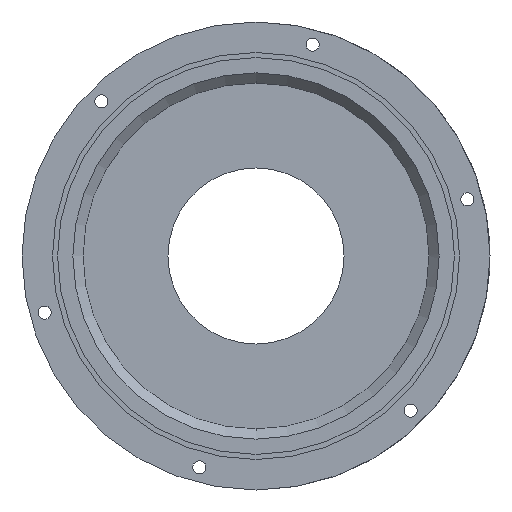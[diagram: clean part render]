
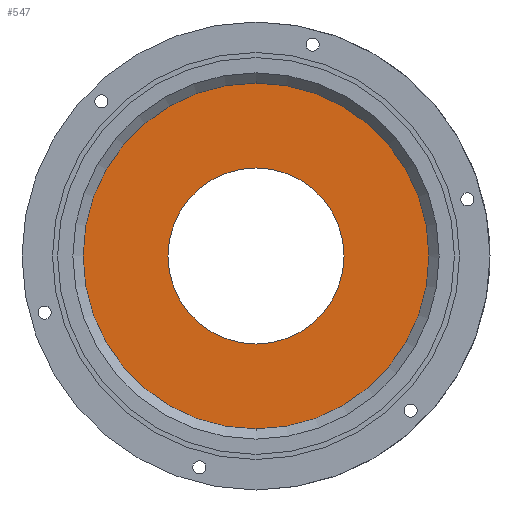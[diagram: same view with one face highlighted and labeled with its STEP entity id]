
A CAD part, front view. The second image highlights one B-rep face of the part: STEP entity #547.
In plain terms, the highlighted planar face has unit normal (0, -1, 0).
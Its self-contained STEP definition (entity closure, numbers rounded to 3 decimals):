
#109 = CARTESIAN_POINT ( 'NONE',  ( 0., -24., -86.5 ) ) ;
#129 = CIRCLE ( 'NONE', #1396, 86.5 ) ;
#156 = VERTEX_POINT ( 'NONE', #247 ) ;
#240 = AXIS2_PLACEMENT_3D ( 'NONE', #1419, #1585, #618 ) ;
#247 = CARTESIAN_POINT ( 'NONE',  ( 0., -24., 86.5 ) ) ;
#262 = CARTESIAN_POINT ( 'NONE',  ( 0., -24., -170. ) ) ;
#286 = ORIENTED_EDGE ( 'NONE', *, *, #442, .F. ) ;
#313 = CIRCLE ( 'NONE', #240, 170. ) ;
#315 = VERTEX_POINT ( 'NONE', #109 ) ;
#318 = ORIENTED_EDGE ( 'NONE', *, *, #1630, .T. ) ;
#415 = EDGE_LOOP ( 'NONE', ( #1995, #286 ) ) ;
#442 = EDGE_CURVE ( 'NONE', #1639, #1450, #313, .T. ) ;
#445 = CARTESIAN_POINT ( 'NONE',  ( 0., -24., 0. ) ) ;
#547 = ADVANCED_FACE ( 'NONE', ( #854, #2001 ), #1765, .T. ) ;
#568 = CIRCLE ( 'NONE', #1600, 86.5 ) ;
#581 = DIRECTION ( 'NONE',  ( 0., 1., 0. ) ) ;
#618 = DIRECTION ( 'NONE',  ( 0., 0., 1. ) ) ;
#625 = DIRECTION ( 'NONE',  ( 0., 0., 1. ) ) ;
#697 = EDGE_LOOP ( 'NONE', ( #2033, #318 ) ) ;
#727 = DIRECTION ( 'NONE',  ( 0., 0., 1. ) ) ;
#796 = CARTESIAN_POINT ( 'NONE',  ( -86.5, -24., 0. ) ) ;
#805 = DIRECTION ( 'NONE',  ( 0., -1., 0. ) ) ;
#813 = AXIS2_PLACEMENT_3D ( 'NONE', #796, #805, #967 ) ;
#854 = FACE_BOUND ( 'NONE', #697, .T. ) ;
#967 = DIRECTION ( 'NONE',  ( 0., 0., -1. ) ) ;
#1164 = EDGE_CURVE ( 'NONE', #156, #315, #568, .T. ) ;
#1358 = CIRCLE ( 'NONE', #1714, 170. ) ;
#1396 = AXIS2_PLACEMENT_3D ( 'NONE', #445, #1579, #1587 ) ;
#1419 = CARTESIAN_POINT ( 'NONE',  ( 0., -24., 0. ) ) ;
#1450 = VERTEX_POINT ( 'NONE', #262 ) ;
#1579 = DIRECTION ( 'NONE',  ( 0., 1., 0. ) ) ;
#1585 = DIRECTION ( 'NONE',  ( 0., 1., 0. ) ) ;
#1587 = DIRECTION ( 'NONE',  ( 0., 0., 1. ) ) ;
#1600 = AXIS2_PLACEMENT_3D ( 'NONE', #1981, #581, #727 ) ;
#1630 = EDGE_CURVE ( 'NONE', #315, #156, #129, .T. ) ;
#1639 = VERTEX_POINT ( 'NONE', #2045 ) ;
#1643 = EDGE_CURVE ( 'NONE', #1450, #1639, #1358, .T. ) ;
#1712 = CARTESIAN_POINT ( 'NONE',  ( 0., -24., 0. ) ) ;
#1714 = AXIS2_PLACEMENT_3D ( 'NONE', #1712, #1899, #625 ) ;
#1765 = PLANE ( 'NONE',  #813 ) ;
#1899 = DIRECTION ( 'NONE',  ( 0., 1., 0. ) ) ;
#1981 = CARTESIAN_POINT ( 'NONE',  ( 0., -24., 0. ) ) ;
#1995 = ORIENTED_EDGE ( 'NONE', *, *, #1643, .F. ) ;
#2001 = FACE_OUTER_BOUND ( 'NONE', #415, .T. ) ;
#2033 = ORIENTED_EDGE ( 'NONE', *, *, #1164, .T. ) ;
#2045 = CARTESIAN_POINT ( 'NONE',  ( 0., -24., 170. ) ) ;
